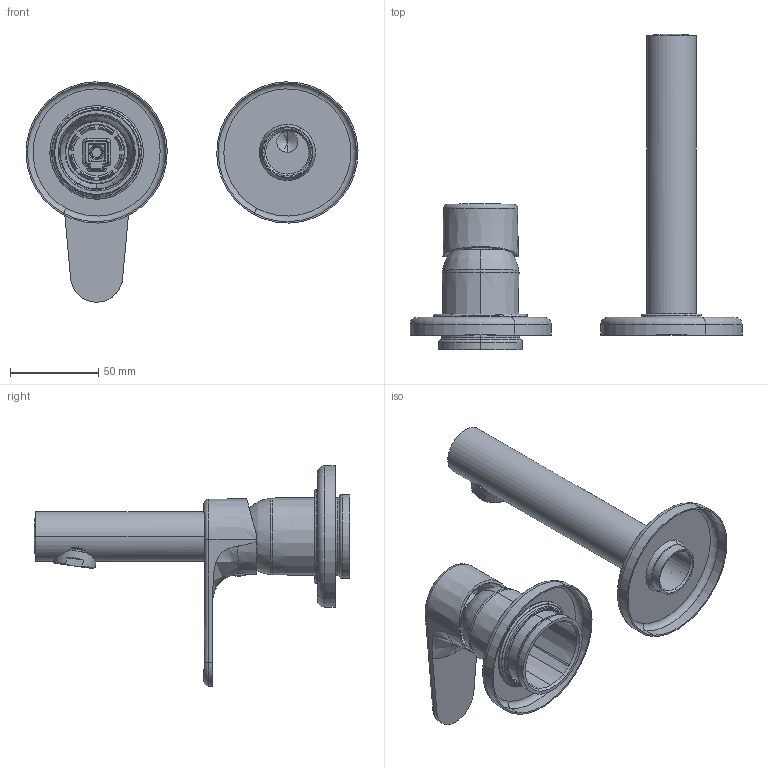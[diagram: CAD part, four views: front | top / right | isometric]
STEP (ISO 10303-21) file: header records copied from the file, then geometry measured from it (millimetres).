
FILE_DESCRIPTION(('CATIA V5 STEP Exchange','CAx-IF Rec.Pracs.--- Model Styling and Organization---1.5--- 2016-08-15','CAx-IF Rec.Pracs.---Supplemental Geometry---1.0---2011-11-01','CAx-IF Rec.Pracs.--- Composite Materials ---3.4---2017-06-13','CAx-IF Rec.Pracs.---Tessellated 3D Geometry---1.0---2015-12-17'),'2;1');
FILE_NAME('AH005510.stp','2026-02-05T14:41:27+00:00',('none'),('none'),'CATIA Version 5-6 Release 2020 SP3','CATIA V5 STEP AP242 v2','none');
FILE_SCHEMA(('AP242_MANAGED_MODEL_BASED_3D_ENGINEERING_MIM_LF {1 0 10303 442 1 1 4}'));
Length unit declared in the file: millimetre
Products named in the file (1): AH005510
Bounding box: 187.98 x 178.8 x 124.77 mm (x, y, z)
Volume: 89854.9 mm3; surface area: 95594.3 mm2
Topology: 11 solids, 11 shells, 551 faces, 1406 edges, 879 vertices
Faces by surface type: cylinder 142, plane 119, cone 117, torus 102, bspline 49, sphere 16, revolution 6
Entity records: 20653 total; most frequent: CARTESIAN_POINT 9132, ORIENTED_EDGE 2788, DIRECTION 1568, EDGE_CURVE 1394, AXIS2_PLACEMENT_3D 899, VERTEX_POINT 879, EDGE_LOOP 595, CIRCLE 585
